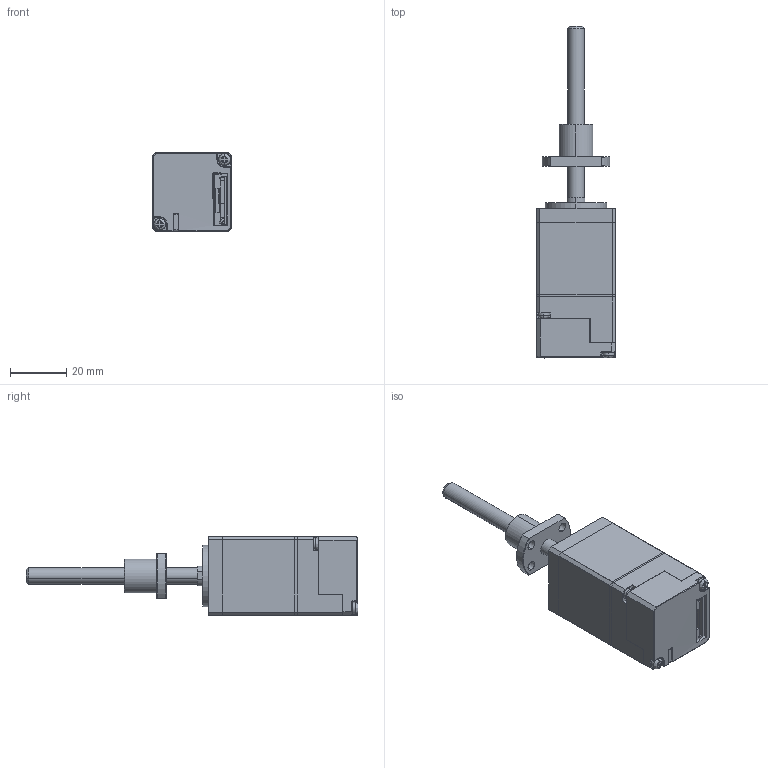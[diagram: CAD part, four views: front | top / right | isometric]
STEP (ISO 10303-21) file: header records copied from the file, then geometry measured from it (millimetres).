
FILE_DESCRIPTION (( 'STEP AP203' ), '1' );
FILE_NAME ('TSM11Q-2RM-B0601-65-AK1-0.STEP', '2019-11-12T08:43:48', ( 'Sky123.Org' ), ( 'Sky123.Org' ), 'SwSTEP 2.0', 'SolidWorks 2014', '' );
FILE_SCHEMA (( 'CONFIG_CONTROL_DESIGN' ));
Length unit declared in the file: millimetre
Products named in the file (1): TSM11Q-2RM-B0601-65-AK1-0
Bounding box: 28 x 118.2 x 28.03 mm (x, y, z)
Surface area: 15707.4 mm2 (no closed solid volume)
Topology: 0 solids, 12 shells, 228 faces, 787 edges, 561 vertices
Faces by surface type: plane 109, cylinder 82, cone 16, bspline 15, torus 4, sphere 2
Entity records: 9728 total; most frequent: CARTESIAN_POINT 3175, ORIENTED_EDGE 1276, DIRECTION 1254, EDGE_CURVE 784, VERTEX_POINT 561, VECTOR 454, LINE 454, AXIS2_PLACEMENT_3D 400
